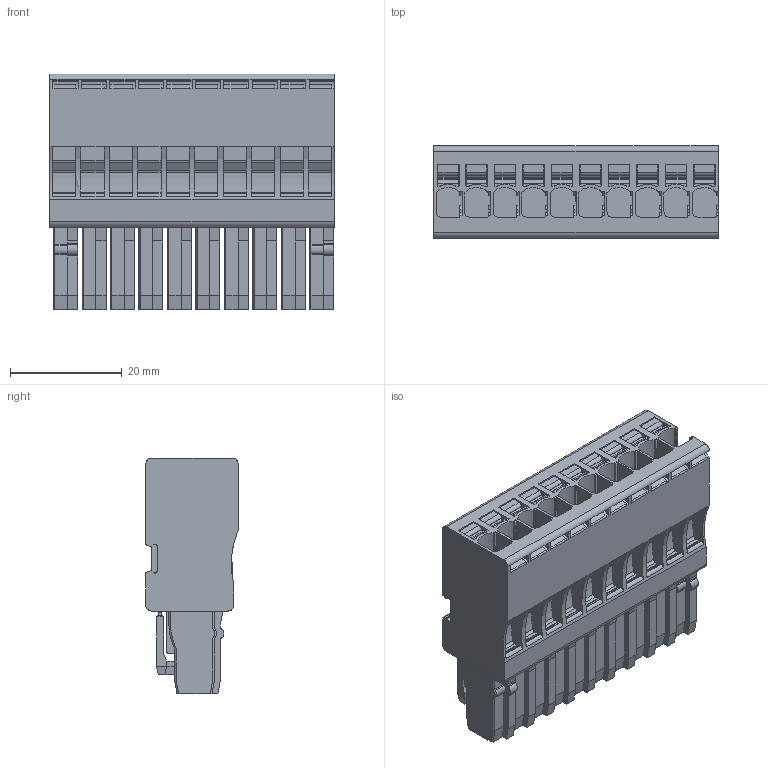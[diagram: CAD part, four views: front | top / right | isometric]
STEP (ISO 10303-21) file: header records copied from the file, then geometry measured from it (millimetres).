
FILE_DESCRIPTION(('CATIA V5R24 STEP','CAx-IF Rec.Pracs.--- Model Styling and Organization---1.2---2011-12-15'),'2;1');
FILE_NAME ('8655157_2', '2017-07-04T06:56:37+00:00', ('Weidmueller Interface'), ('Weidmueller'), 'CATIA Version 5-6 Release 2014 SP4 HF52', 'CATIA V5 STEP AP214', 'none');
FILE_SCHEMA(('AUTOMOTIVE_DESIGN { 1 0 10303 214 1 1 1 1 }'));
Products named in the file (1): 1513770000_APG_2-5_10
Bounding box: 51 x 16.5 x 42.25 mm (x, y, z)
Volume: 24254.8 mm3; surface area: 14172.9 mm2
Topology: 11 solids, 18 shells, 2552 faces, 7317 edges, 4821 vertices
Faces by surface type: plane 1452, cylinder 954, extrusion 130, cone 16
Entity records: 84995 total; most frequent: CARTESIAN_POINT 17535, ORIENTED_EDGE 14634, DIRECTION 11350, EDGE_CURVE 7317, VECTOR 5407, LINE 5277, VERTEX_POINT 4821, AXIS2_PLACEMENT_3D 3800
